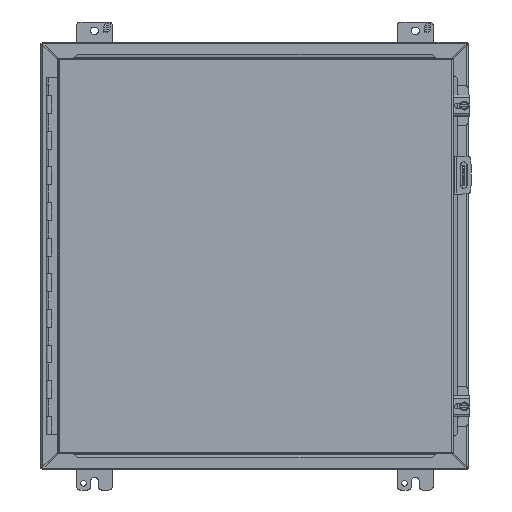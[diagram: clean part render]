
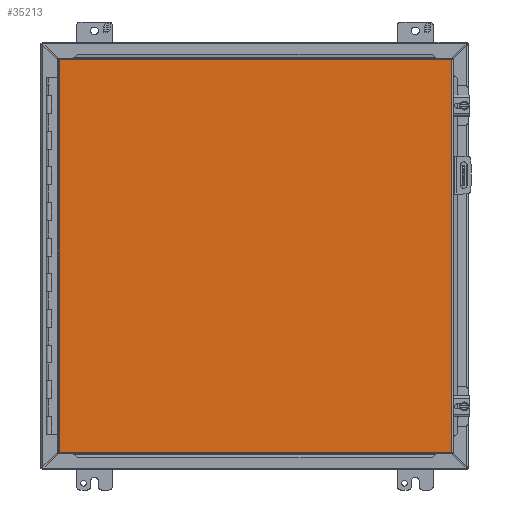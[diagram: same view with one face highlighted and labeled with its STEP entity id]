
A CAD part, front view. The second image highlights one B-rep face of the part: STEP entity #35213.
In plain terms, the highlighted planar face has unit normal (0, -1, 0).
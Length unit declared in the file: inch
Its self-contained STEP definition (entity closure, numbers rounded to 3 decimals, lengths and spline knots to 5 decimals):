
#325 = CARTESIAN_POINT ( 'NONE',  ( 11.04626, -17.18504, 11.02376 ) ) ;
#5711 = CARTESIAN_POINT ( 'NONE',  ( -10.98426, -17.18504, -11.02376 ) ) ;
#5715 = CARTESIAN_POINT ( 'NONE',  ( -10.98426, -17.18504, 11.02376 ) ) ;
#7960 = EDGE_LOOP ( 'NONE', ( #34902, #35506, #14531, #46677 ) ) ;
#9541 = VECTOR ( 'NONE', #15617, 39.37008 ) ;
#11227 = DIRECTION ( 'NONE',  ( 1., 0., 0. ) ) ;
#12670 = CARTESIAN_POINT ( 'NONE',  ( 11.04626, -17.18504, -11.02376 ) ) ;
#14089 = VERTEX_POINT ( 'NONE', #5715 ) ;
#14531 = ORIENTED_EDGE ( 'NONE', *, *, #29489, .T. ) ;
#14743 = LINE ( 'NONE', #26172, #46960 ) ;
#15617 = DIRECTION ( 'NONE',  ( 0., 0., 1. ) ) ;
#16421 = DIRECTION ( 'NONE',  ( 0., 0., -1. ) ) ;
#16466 = EDGE_CURVE ( 'NONE', #14089, #38399, #14743, .T. ) ;
#19325 = LINE ( 'NONE', #325, #9541 ) ;
#21007 = PLANE ( 'NONE',  #24209 ) ;
#21638 = CARTESIAN_POINT ( 'NONE',  ( 11.04626, -17.18504, 11.02376 ) ) ;
#22022 = DIRECTION ( 'NONE',  ( 0., -1., 0. ) ) ;
#22143 = CARTESIAN_POINT ( 'NONE',  ( -10.98426, -17.18504, 11.02376 ) ) ;
#24209 = AXIS2_PLACEMENT_3D ( 'NONE', #28488, #22022, #36336 ) ;
#26172 = CARTESIAN_POINT ( 'NONE',  ( -10.98426, -17.18504, -11.02376 ) ) ;
#27641 = LINE ( 'NONE', #12670, #38425 ) ;
#28488 = CARTESIAN_POINT ( 'NONE',  ( -10.98426, -17.18504, -11.02376 ) ) ;
#29105 = DIRECTION ( 'NONE',  ( -1., 0., 0. ) ) ;
#29489 = EDGE_CURVE ( 'NONE', #38399, #44802, #27641, .T. ) ;
#32614 = LINE ( 'NONE', #22143, #42643 ) ;
#33199 = CARTESIAN_POINT ( 'NONE',  ( 11.04626, -17.18504, -11.02376 ) ) ;
#34902 = ORIENTED_EDGE ( 'NONE', *, *, #43855, .T. ) ;
#35213 = ADVANCED_FACE ( 'NONE', ( #40349 ), #21007, .T. ) ;
#35506 = ORIENTED_EDGE ( 'NONE', *, *, #16466, .T. ) ;
#36336 = DIRECTION ( 'NONE',  ( 0., 0., -1. ) ) ;
#38399 = VERTEX_POINT ( 'NONE', #5711 ) ;
#38425 = VECTOR ( 'NONE', #11227, 39.37008 ) ;
#39763 = EDGE_CURVE ( 'NONE', #44802, #43869, #19325, .T. ) ;
#40349 = FACE_OUTER_BOUND ( 'NONE', #7960, .T. ) ;
#42643 = VECTOR ( 'NONE', #29105, 39.37008 ) ;
#43855 = EDGE_CURVE ( 'NONE', #43869, #14089, #32614, .T. ) ;
#43869 = VERTEX_POINT ( 'NONE', #21638 ) ;
#44802 = VERTEX_POINT ( 'NONE', #33199 ) ;
#46677 = ORIENTED_EDGE ( 'NONE', *, *, #39763, .T. ) ;
#46960 = VECTOR ( 'NONE', #16421, 39.37008 ) ;
